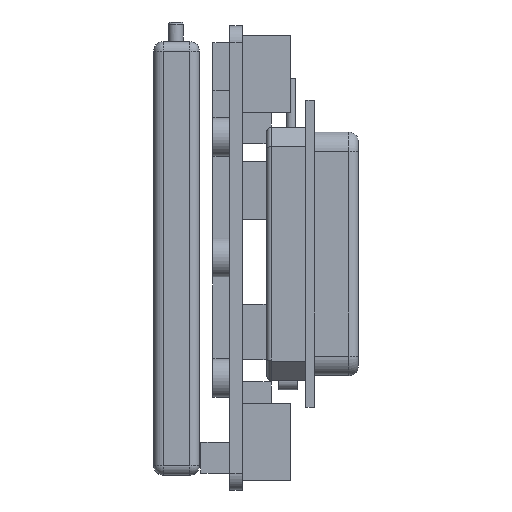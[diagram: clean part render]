
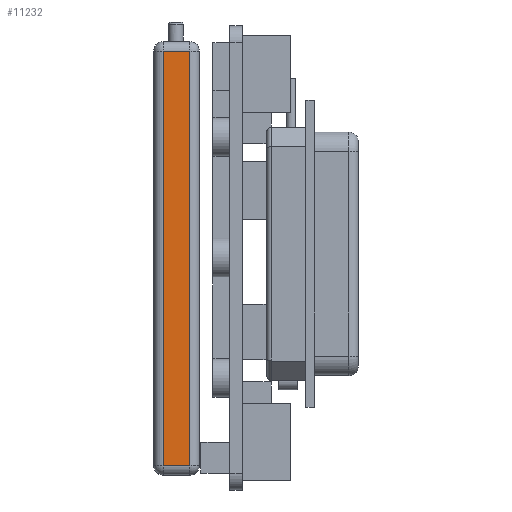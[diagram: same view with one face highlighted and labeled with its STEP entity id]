
A CAD part, left-side view. The second image highlights one B-rep face of the part: STEP entity #11232.
In plain terms, the highlighted planar face has unit normal (-1, 0, 0).
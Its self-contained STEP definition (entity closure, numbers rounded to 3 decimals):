
#10212 = CYLINDRICAL_SURFACE('',#10213,1.05);
#10213 = AXIS2_PLACEMENT_3D('',#10214,#10215,#10216);
#10214 = CARTESIAN_POINT('',(-53.333,8.203,
    47.283));
#10215 = DIRECTION('',(0.,-1.,0.));
#10216 = DIRECTION('',(0.,0.,1.));
#10607 = VERTEX_POINT('',#10608);
#10608 = CARTESIAN_POINT('',(-54.383,7.153,
    47.283));
#10628 = EDGE_CURVE('',#10607,#10629,#10631,.T.);
#10629 = VERTEX_POINT('',#10630);
#10630 = CARTESIAN_POINT('',(-54.383,4.318,
    47.283));
#10631 = SURFACE_CURVE('',#10632,(#10636,#10642),.PCURVE_S1.);
#10632 = LINE('',#10633,#10634);
#10633 = CARTESIAN_POINT('',(-54.383,8.203,
    47.283));
#10634 = VECTOR('',#10635,1.);
#10635 = DIRECTION('',(0.,-1.,0.));
#10636 = PCURVE('',#10212,#10637);
#10637 = DEFINITIONAL_REPRESENTATION('',(#10638),#10641);
#10638 = B_SPLINE_CURVE_WITH_KNOTS('',1,(#10639,#10640),.UNSPECIFIED.,
  .F.,.F.,(2,2),(1.05,3.885),.PIECEWISE_BEZIER_KNOTS.);
#10639 = CARTESIAN_POINT('',(1.571,1.05));
#10640 = CARTESIAN_POINT('',(1.571,3.885));
#10641 = ( GEOMETRIC_REPRESENTATION_CONTEXT(2) 
PARAMETRIC_REPRESENTATION_CONTEXT() REPRESENTATION_CONTEXT('2D SPACE',''
  ) );
#10642 = PCURVE('',#10643,#10648);
#10643 = PLANE('',#10644);
#10644 = AXIS2_PLACEMENT_3D('',#10645,#10646,#10647);
#10645 = CARTESIAN_POINT('',(-54.383,8.203,
    1.608));
#10646 = DIRECTION('',(-1.,0.,0.));
#10647 = DIRECTION('',(0.,0.,1.));
#10648 = DEFINITIONAL_REPRESENTATION('',(#10649),#10653);
#10649 = LINE('',#10650,#10651);
#10650 = CARTESIAN_POINT('',(45.675,0.));
#10651 = VECTOR('',#10652,1.);
#10652 = DIRECTION('',(0.,-1.));
#10653 = ( GEOMETRIC_REPRESENTATION_CONTEXT(2) 
PARAMETRIC_REPRESENTATION_CONTEXT() REPRESENTATION_CONTEXT('2D SPACE',''
  ) );
#11064 = CYLINDRICAL_SURFACE('',#11065,1.05);
#11065 = AXIS2_PLACEMENT_3D('',#11066,#11067,#11068);
#11066 = CARTESIAN_POINT('',(-53.333,7.153,
    1.608));
#11067 = DIRECTION('',(0.,0.,1.));
#11068 = DIRECTION('',(0.,1.,0.));
#11169 = CYLINDRICAL_SURFACE('',#11170,1.05);
#11170 = AXIS2_PLACEMENT_3D('',#11171,#11172,#11173);
#11171 = CARTESIAN_POINT('',(-53.333,4.318,
    1.608));
#11172 = DIRECTION('',(0.,0.,1.));
#11173 = DIRECTION('',(-1.,0.,0.));
#11232 = ADVANCED_FACE('',(#11233),#10643,.T.);
#11233 = FACE_BOUND('',#11234,.T.);
#11234 = EDGE_LOOP('',(#11235,#11236,#11258,#11285));
#11235 = ORIENTED_EDGE('',*,*,#10628,.F.);
#11236 = ORIENTED_EDGE('',*,*,#11237,.F.);
#11237 = EDGE_CURVE('',#11238,#10607,#11240,.T.);
#11238 = VERTEX_POINT('',#11239);
#11239 = CARTESIAN_POINT('',(-54.383,7.153,
    2.658));
#11240 = SURFACE_CURVE('',#11241,(#11245,#11252),.PCURVE_S1.);
#11241 = LINE('',#11242,#11243);
#11242 = CARTESIAN_POINT('',(-54.383,7.153,
    1.608));
#11243 = VECTOR('',#11244,1.);
#11244 = DIRECTION('',(0.,0.,1.));
#11245 = PCURVE('',#10643,#11246);
#11246 = DEFINITIONAL_REPRESENTATION('',(#11247),#11251);
#11247 = LINE('',#11248,#11249);
#11248 = CARTESIAN_POINT('',(0.,-1.05));
#11249 = VECTOR('',#11250,1.);
#11250 = DIRECTION('',(1.,0.));
#11251 = ( GEOMETRIC_REPRESENTATION_CONTEXT(2) 
PARAMETRIC_REPRESENTATION_CONTEXT() REPRESENTATION_CONTEXT('2D SPACE',''
  ) );
#11252 = PCURVE('',#11064,#11253);
#11253 = DEFINITIONAL_REPRESENTATION('',(#11254),#11257);
#11254 = B_SPLINE_CURVE_WITH_KNOTS('',1,(#11255,#11256),.UNSPECIFIED.,
  .F.,.F.,(2,2),(1.05,45.675),.PIECEWISE_BEZIER_KNOTS.);
#11255 = CARTESIAN_POINT('',(1.571,1.05));
#11256 = CARTESIAN_POINT('',(1.571,45.675));
#11257 = ( GEOMETRIC_REPRESENTATION_CONTEXT(2) 
PARAMETRIC_REPRESENTATION_CONTEXT() REPRESENTATION_CONTEXT('2D SPACE',''
  ) );
#11258 = ORIENTED_EDGE('',*,*,#11259,.T.);
#11259 = EDGE_CURVE('',#11238,#11260,#11262,.T.);
#11260 = VERTEX_POINT('',#11261);
#11261 = CARTESIAN_POINT('',(-54.383,4.318,
    2.658));
#11262 = SURFACE_CURVE('',#11263,(#11267,#11274),.PCURVE_S1.);
#11263 = LINE('',#11264,#11265);
#11264 = CARTESIAN_POINT('',(-54.383,8.203,
    2.658));
#11265 = VECTOR('',#11266,1.);
#11266 = DIRECTION('',(0.,-1.,0.));
#11267 = PCURVE('',#10643,#11268);
#11268 = DEFINITIONAL_REPRESENTATION('',(#11269),#11273);
#11269 = LINE('',#11270,#11271);
#11270 = CARTESIAN_POINT('',(1.05,0.));
#11271 = VECTOR('',#11272,1.);
#11272 = DIRECTION('',(0.,-1.));
#11273 = ( GEOMETRIC_REPRESENTATION_CONTEXT(2) 
PARAMETRIC_REPRESENTATION_CONTEXT() REPRESENTATION_CONTEXT('2D SPACE',''
  ) );
#11274 = PCURVE('',#11275,#11280);
#11275 = CYLINDRICAL_SURFACE('',#11276,1.05);
#11276 = AXIS2_PLACEMENT_3D('',#11277,#11278,#11279);
#11277 = CARTESIAN_POINT('',(-53.333,8.203,
    2.658));
#11278 = DIRECTION('',(0.,-1.,0.));
#11279 = DIRECTION('',(-1.,0.,0.));
#11280 = DEFINITIONAL_REPRESENTATION('',(#11281),#11284);
#11281 = B_SPLINE_CURVE_WITH_KNOTS('',1,(#11282,#11283),.UNSPECIFIED.,
  .F.,.F.,(2,2),(1.05,3.885),.PIECEWISE_BEZIER_KNOTS.);
#11282 = CARTESIAN_POINT('',(0.,1.05));
#11283 = CARTESIAN_POINT('',(0.,3.885));
#11284 = ( GEOMETRIC_REPRESENTATION_CONTEXT(2) 
PARAMETRIC_REPRESENTATION_CONTEXT() REPRESENTATION_CONTEXT('2D SPACE',''
  ) );
#11285 = ORIENTED_EDGE('',*,*,#11286,.T.);
#11286 = EDGE_CURVE('',#11260,#10629,#11287,.T.);
#11287 = SURFACE_CURVE('',#11288,(#11292,#11299),.PCURVE_S1.);
#11288 = LINE('',#11289,#11290);
#11289 = CARTESIAN_POINT('',(-54.383,4.318,
    1.608));
#11290 = VECTOR('',#11291,1.);
#11291 = DIRECTION('',(0.,0.,1.));
#11292 = PCURVE('',#10643,#11293);
#11293 = DEFINITIONAL_REPRESENTATION('',(#11294),#11298);
#11294 = LINE('',#11295,#11296);
#11295 = CARTESIAN_POINT('',(0.,-3.885));
#11296 = VECTOR('',#11297,1.);
#11297 = DIRECTION('',(1.,0.));
#11298 = ( GEOMETRIC_REPRESENTATION_CONTEXT(2) 
PARAMETRIC_REPRESENTATION_CONTEXT() REPRESENTATION_CONTEXT('2D SPACE',''
  ) );
#11299 = PCURVE('',#11169,#11300);
#11300 = DEFINITIONAL_REPRESENTATION('',(#11301),#11304);
#11301 = B_SPLINE_CURVE_WITH_KNOTS('',1,(#11302,#11303),.UNSPECIFIED.,
  .F.,.F.,(2,2),(1.05,45.675),.PIECEWISE_BEZIER_KNOTS.);
#11302 = CARTESIAN_POINT('',(0.,1.05));
#11303 = CARTESIAN_POINT('',(0.,45.675));
#11304 = ( GEOMETRIC_REPRESENTATION_CONTEXT(2) 
PARAMETRIC_REPRESENTATION_CONTEXT() REPRESENTATION_CONTEXT('2D SPACE',''
  ) );
